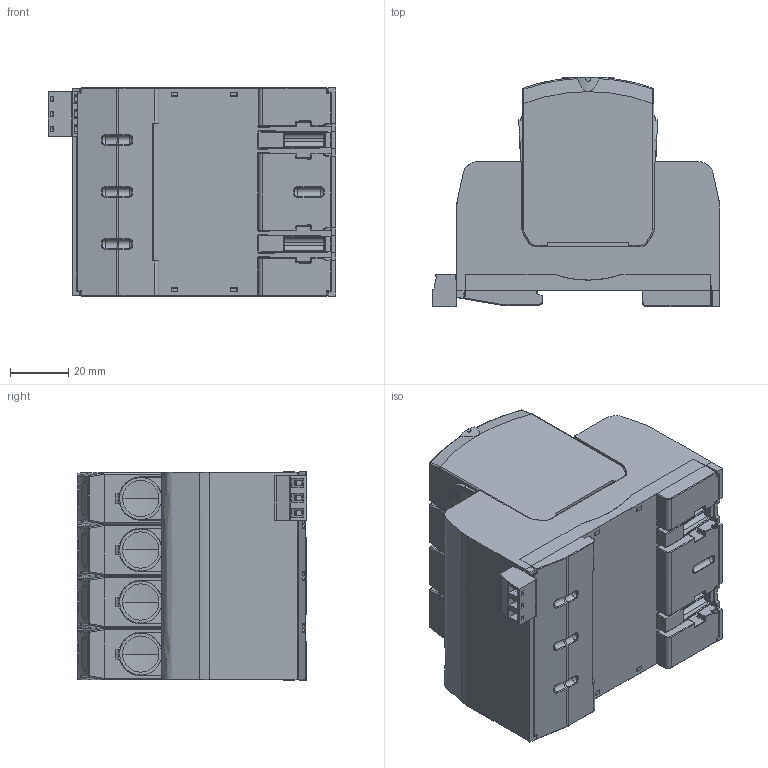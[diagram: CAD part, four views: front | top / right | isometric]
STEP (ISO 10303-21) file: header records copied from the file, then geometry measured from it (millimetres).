
FILE_DESCRIPTION(('Creo Elements/Direct Modeling STEP Export'),'2;1');
FILE_NAME('5095333.stp','2022-09-08T12:43:40',(''),(''),'Creo Elements/Direct Modeling STEP processor for AP214 (Solid Model)','Creo Elements/Direct Modeling 18.0B 02-Dec-2011 (C) Parametric Technology GmbH','');
FILE_SCHEMA(('AUTOMOTIVE_DESIGN { 1 0 10303 214 1 1 1 1 }'));
Products named in the file (2): Oberteilgehaeuse.1.1.1
Assembly tree (1 placements, depth 2):
  Oberteilgehaeuse.1.1.1
    Oberteilgehaeuse.1.1.1
Bounding box: 98.3 x 78.63 x 71.2 mm (x, y, z)
Volume: 379043.3 mm3; surface area: 74537.9 mm2
Topology: 1 solids, 48 shells, 4455 faces, 11872 edges, 7379 vertices
Faces by surface type: plane 1887, cylinder 1032, bspline 963, extrusion 181, torus 157, cone 139, sphere 88, revolution 8
Entity records: 253256 total; most frequent: CARTESIAN_POINT 145001, ORIENTED_EDGE 23570, DIRECTION 16172, EDGE_CURVE 11785, VERTEX_POINT 7379, VECTOR 5892, LINE 5743, AXIS2_PLACEMENT_3D 5136
